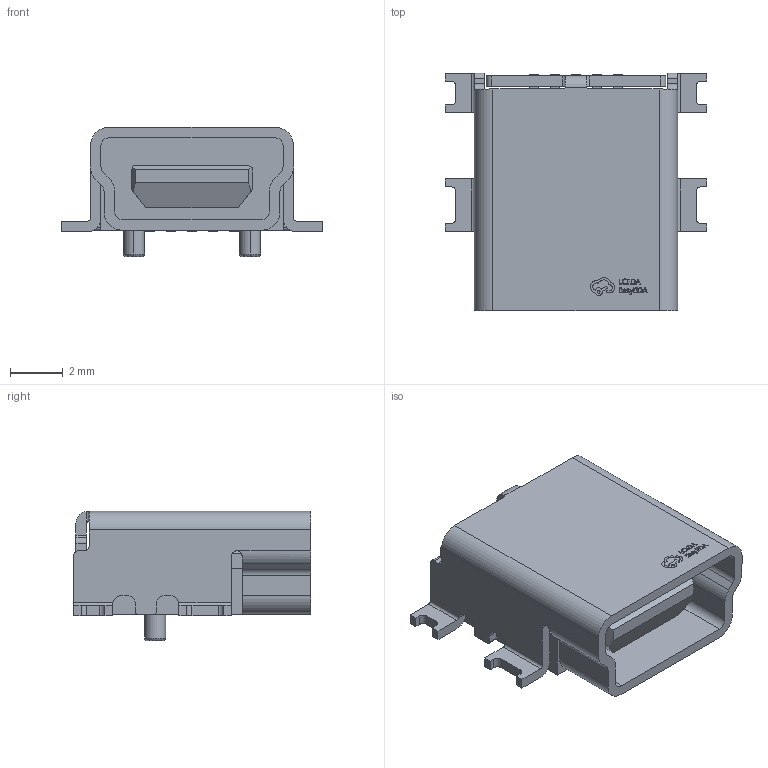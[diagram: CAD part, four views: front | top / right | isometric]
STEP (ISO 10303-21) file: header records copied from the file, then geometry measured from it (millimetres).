
FILE_DESCRIPTION (( 'STEP AP214' ), '1' );
FILE_NAME ('MICRO-USB-SMD_67503-1020.step', '2022-07-07T02:36:56', ( '' ), ( '' ), 'SwSTEP 2.0', 'SolidWorks 2020', '' );
FILE_SCHEMA (( 'AUTOMOTIVE_DESIGN' ));
Length unit declared in the file: millimetre
Products named in the file (1): MICRO-USB-SMD_67503-1020
Bounding box: 9.9 x 9 x 4.9 mm (x, y, z)
Volume: 169.5 mm3; surface area: 569.4 mm2
Topology: 2 solids, 2 shells, 514 faces, 1421 edges, 944 vertices
Faces by surface type: plane 318, bspline 112, cylinder 80, torus 4
Entity records: 22628 total; most frequent: CARTESIAN_POINT 5082, ORIENTED_EDGE 2842, DIRECTION 2145, EDGE_CURVE 1421, VECTOR 1015, LINE 1015, VERTEX_POINT 944, AXIS2_PLACEMENT_3D 565
